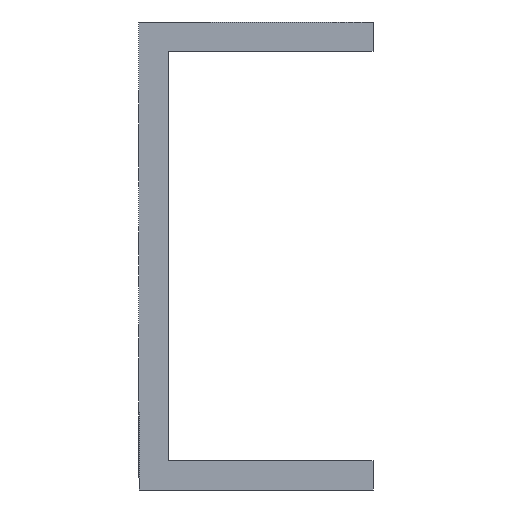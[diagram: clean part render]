
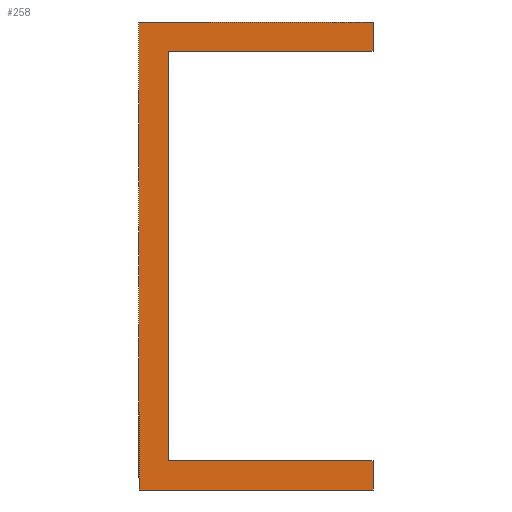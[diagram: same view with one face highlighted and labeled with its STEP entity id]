
A CAD part, front view. The second image highlights one B-rep face of the part: STEP entity #258.
In plain terms, the highlighted planar face has unit normal (0, -1, 0).
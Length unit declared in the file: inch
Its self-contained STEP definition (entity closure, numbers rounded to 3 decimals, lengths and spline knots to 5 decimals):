
#53 = ORIENTED_EDGE ( 'NONE', *, *, #6007, .F. ) ;
#258 = ADVANCED_FACE ( 'NONE', ( #5168 ), #461, .F. ) ;
#261 = VECTOR ( 'NONE', #5883, 39.37008 ) ;
#283 = VERTEX_POINT ( 'NONE', #8691 ) ;
#343 = CARTESIAN_POINT ( 'NONE',  ( 0., 0., -1. ) ) ;
#426 = CARTESIAN_POINT ( 'NONE',  ( -0.437, 0., 0. ) ) ;
#461 = PLANE ( 'NONE',  #5452 ) ;
#695 = VECTOR ( 'NONE', #2365, 39.37008 ) ;
#738 = CARTESIAN_POINT ( 'NONE',  ( 0., 0., -1. ) ) ;
#770 = VECTOR ( 'NONE', #7243, 39.37008 ) ;
#921 = VERTEX_POINT ( 'NONE', #3085 ) ;
#958 = VERTEX_POINT ( 'NONE', #8670 ) ;
#1065 = LINE ( 'NONE', #343, #2553 ) ;
#1390 = VECTOR ( 'NONE', #8731, 39.37008 ) ;
#1594 = EDGE_CURVE ( 'NONE', #283, #6728, #7026, .T. ) ;
#1627 = CARTESIAN_POINT ( 'NONE',  ( -0.5, 0., 0. ) ) ;
#1675 = LINE ( 'NONE', #7169, #261 ) ;
#1779 = VECTOR ( 'NONE', #2686, 39.37008 ) ;
#1833 = ORIENTED_EDGE ( 'NONE', *, *, #8438, .F. ) ;
#2159 = VECTOR ( 'NONE', #2336, 39.37008 ) ;
#2336 = DIRECTION ( 'NONE',  ( -1., 0., 0. ) ) ;
#2365 = DIRECTION ( 'NONE',  ( -1., 0., 0. ) ) ;
#2433 = CARTESIAN_POINT ( 'NONE',  ( 0., 0., -0.063 ) ) ;
#2448 = DIRECTION ( 'NONE',  ( 0., 0., 1. ) ) ;
#2457 = CARTESIAN_POINT ( 'NONE',  ( -0.437, 0., -0.937 ) ) ;
#2553 = VECTOR ( 'NONE', #6433, 39.37008 ) ;
#2686 = DIRECTION ( 'NONE',  ( 0., 0., -1. ) ) ;
#3085 = CARTESIAN_POINT ( 'NONE',  ( 0., 0., 0. ) ) ;
#3203 = ORIENTED_EDGE ( 'NONE', *, *, #1594, .T. ) ;
#3775 = DIRECTION ( 'NONE',  ( 0., 0., 1. ) ) ;
#3854 = ORIENTED_EDGE ( 'NONE', *, *, #6705, .F. ) ;
#3907 = DIRECTION ( 'NONE',  ( 0., 1., 0. ) ) ;
#4022 = CARTESIAN_POINT ( 'NONE',  ( 0., 0., 0. ) ) ;
#4040 = VERTEX_POINT ( 'NONE', #1627 ) ;
#4501 = VERTEX_POINT ( 'NONE', #2433 ) ;
#4691 = CARTESIAN_POINT ( 'NONE',  ( -0.5, 0., -1. ) ) ;
#4926 = VECTOR ( 'NONE', #2448, 39.37008 ) ;
#5168 = FACE_OUTER_BOUND ( 'NONE', #8174, .T. ) ;
#5174 = LINE ( 'NONE', #426, #4926 ) ;
#5452 = AXIS2_PLACEMENT_3D ( 'NONE', #7887, #3907, #3775 ) ;
#5868 = LINE ( 'NONE', #7192, #770 ) ;
#5883 = DIRECTION ( 'NONE',  ( 0., 0., -1. ) ) ;
#6007 = EDGE_CURVE ( 'NONE', #4501, #958, #6850, .T. ) ;
#6433 = DIRECTION ( 'NONE',  ( -1., 0., 0. ) ) ;
#6670 = EDGE_CURVE ( 'NONE', #921, #4040, #7950, .T. ) ;
#6696 = ORIENTED_EDGE ( 'NONE', *, *, #6670, .T. ) ;
#6705 = EDGE_CURVE ( 'NONE', #7224, #8437, #1065, .T. ) ;
#6728 = VERTEX_POINT ( 'NONE', #2457 ) ;
#6850 = LINE ( 'NONE', #8774, #1390 ) ;
#6872 = LINE ( 'NONE', #4022, #1779 ) ;
#6982 = EDGE_CURVE ( 'NONE', #921, #4501, #1675, .T. ) ;
#7026 = LINE ( 'NONE', #8317, #2159 ) ;
#7169 = CARTESIAN_POINT ( 'NONE',  ( 0., 0., 0. ) ) ;
#7192 = CARTESIAN_POINT ( 'NONE',  ( -0.5, 0., 0. ) ) ;
#7197 = ORIENTED_EDGE ( 'NONE', *, *, #8742, .T. ) ;
#7224 = VERTEX_POINT ( 'NONE', #738 ) ;
#7243 = DIRECTION ( 'NONE',  ( 0., 0., -1. ) ) ;
#7628 = ORIENTED_EDGE ( 'NONE', *, *, #6982, .F. ) ;
#7860 = CARTESIAN_POINT ( 'NONE',  ( 0., 0., 0. ) ) ;
#7887 = CARTESIAN_POINT ( 'NONE',  ( 0., 0., 0. ) ) ;
#7906 = EDGE_CURVE ( 'NONE', #4040, #8437, #5868, .T. ) ;
#7950 = LINE ( 'NONE', #7860, #695 ) ;
#8109 = ORIENTED_EDGE ( 'NONE', *, *, #7906, .T. ) ;
#8174 = EDGE_LOOP ( 'NONE', ( #7197, #53, #7628, #6696, #8109, #3854, #1833, #3203 ) ) ;
#8317 = CARTESIAN_POINT ( 'NONE',  ( 0., 0., -0.937 ) ) ;
#8437 = VERTEX_POINT ( 'NONE', #4691 ) ;
#8438 = EDGE_CURVE ( 'NONE', #283, #7224, #6872, .T. ) ;
#8670 = CARTESIAN_POINT ( 'NONE',  ( -0.437, 0., -0.063 ) ) ;
#8691 = CARTESIAN_POINT ( 'NONE',  ( 0., 0., -0.937 ) ) ;
#8731 = DIRECTION ( 'NONE',  ( -1., 0., 0. ) ) ;
#8742 = EDGE_CURVE ( 'NONE', #6728, #958, #5174, .T. ) ;
#8774 = CARTESIAN_POINT ( 'NONE',  ( 0., 0., -0.063 ) ) ;
